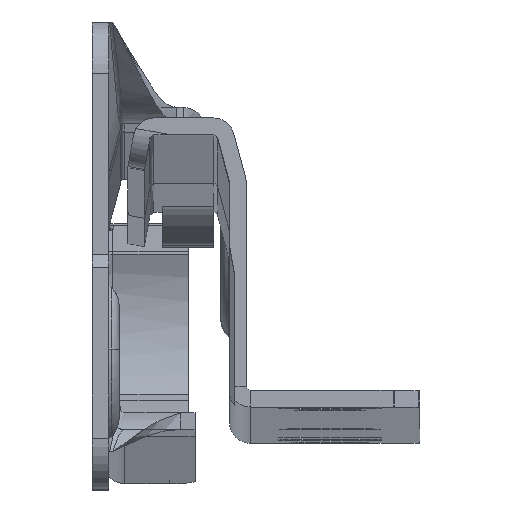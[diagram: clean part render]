
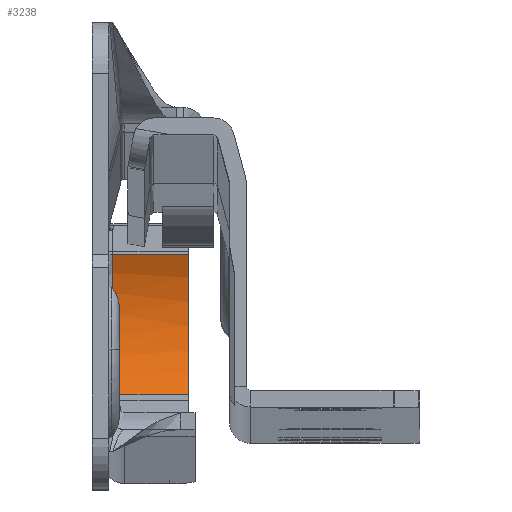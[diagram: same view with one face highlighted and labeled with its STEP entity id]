
A CAD part, top view. The second image highlights one B-rep face of the part: STEP entity #3238.
In plain terms, the highlighted cylindrical face has radius 11 mm (diameter 22 mm), a partial arc.
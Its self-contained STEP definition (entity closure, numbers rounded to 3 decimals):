
#186 = CIRCLE ( 'NONE', #3272, 11. ) ;
#489 = VERTEX_POINT ( 'NONE', #9866 ) ;
#834 = LINE ( 'NONE', #1666, #2019 ) ;
#922 = DIRECTION ( 'NONE',  ( -1., 0., 0. ) ) ;
#1589 = ORIENTED_EDGE ( 'NONE', *, *, #15463, .F. ) ;
#1666 = CARTESIAN_POINT ( 'NONE',  ( 6.2, -9.239, -396.693 ) ) ;
#2019 = VECTOR ( 'NONE', #14432, 1000. ) ;
#2611 = CARTESIAN_POINT ( 'NONE',  ( 0.3, -2.904, -398.701 ) ) ;
#3238 = ADVANCED_FACE ( 'NONE', ( #20895 ), #17146, .F. ) ;
#3272 = AXIS2_PLACEMENT_3D ( 'NONE', #14160, #922, #19505 ) ;
#3741 = EDGE_CURVE ( 'NONE', #6962, #7002, #12603, .T. ) ;
#3801 = CARTESIAN_POINT ( 'NONE',  ( 6.2, -2.904, -387.701 ) ) ;
#4197 = EDGE_CURVE ( 'NONE', #489, #6962, #8712, .T. ) ;
#4315 = ORIENTED_EDGE ( 'NONE', *, *, #4197, .T. ) ;
#4833 = ORIENTED_EDGE ( 'NONE', *, *, #18573, .T. ) ;
#6174 = DIRECTION ( 'NONE',  ( -1., 0., 0. ) ) ;
#6673 = EDGE_CURVE ( 'NONE', #17895, #7002, #834, .T. ) ;
#6962 = VERTEX_POINT ( 'NONE', #2611 ) ;
#7002 = VERTEX_POINT ( 'NONE', #23357 ) ;
#8712 = CIRCLE ( 'NONE', #18066, 11. ) ;
#9009 = VERTEX_POINT ( 'NONE', #18558 ) ;
#9866 = CARTESIAN_POINT ( 'NONE',  ( 0.3, 1.716, -397.683 ) ) ;
#10243 = DIRECTION ( 'NONE',  ( 0., 0., -1. ) ) ;
#11848 = DIRECTION ( 'NONE',  ( -1., 0., 0. ) ) ;
#12584 = AXIS2_PLACEMENT_3D ( 'NONE', #3801, #22825, #22940 ) ;
#12603 = CIRCLE ( 'NONE', #16485, 11. ) ;
#12796 = ORIENTED_EDGE ( 'NONE', *, *, #6673, .F. ) ;
#14046 = CARTESIAN_POINT ( 'NONE',  ( 6.2, -9.239, -396.693 ) ) ;
#14160 = CARTESIAN_POINT ( 'NONE',  ( 6.2, -2.904, -387.701 ) ) ;
#14432 = DIRECTION ( 'NONE',  ( -1., 0., 0. ) ) ;
#15463 = EDGE_CURVE ( 'NONE', #9009, #17895, #186, .T. ) ;
#16125 = DIRECTION ( 'NONE',  ( 0., 0., -1. ) ) ;
#16377 = ORIENTED_EDGE ( 'NONE', *, *, #3741, .T. ) ;
#16485 = AXIS2_PLACEMENT_3D ( 'NONE', #23143, #21344, #16125 ) ;
#17114 = LINE ( 'NONE', #17350, #22117 ) ;
#17146 = CYLINDRICAL_SURFACE ( 'NONE', #12584, 11. ) ;
#17350 = CARTESIAN_POINT ( 'NONE',  ( 6.2, 1.716, -397.683 ) ) ;
#17895 = VERTEX_POINT ( 'NONE', #14046 ) ;
#18066 = AXIS2_PLACEMENT_3D ( 'NONE', #19384, #11848, #10243 ) ;
#18558 = CARTESIAN_POINT ( 'NONE',  ( 6.2, 1.716, -397.683 ) ) ;
#18573 = EDGE_CURVE ( 'NONE', #9009, #489, #17114, .T. ) ;
#19384 = CARTESIAN_POINT ( 'NONE',  ( 0.3, -2.904, -387.701 ) ) ;
#19505 = DIRECTION ( 'NONE',  ( 0., 0., -1. ) ) ;
#20895 = FACE_OUTER_BOUND ( 'NONE', #22920, .T. ) ;
#21344 = DIRECTION ( 'NONE',  ( -1., 0., 0. ) ) ;
#22117 = VECTOR ( 'NONE', #6174, 1000. ) ;
#22825 = DIRECTION ( 'NONE',  ( -1., 0., 0. ) ) ;
#22920 = EDGE_LOOP ( 'NONE', ( #4833, #4315, #16377, #12796, #1589 ) ) ;
#22940 = DIRECTION ( 'NONE',  ( 0., 0., 1. ) ) ;
#23143 = CARTESIAN_POINT ( 'NONE',  ( 0.3, -2.904, -387.701 ) ) ;
#23357 = CARTESIAN_POINT ( 'NONE',  ( 0.3, -9.239, -396.693 ) ) ;
